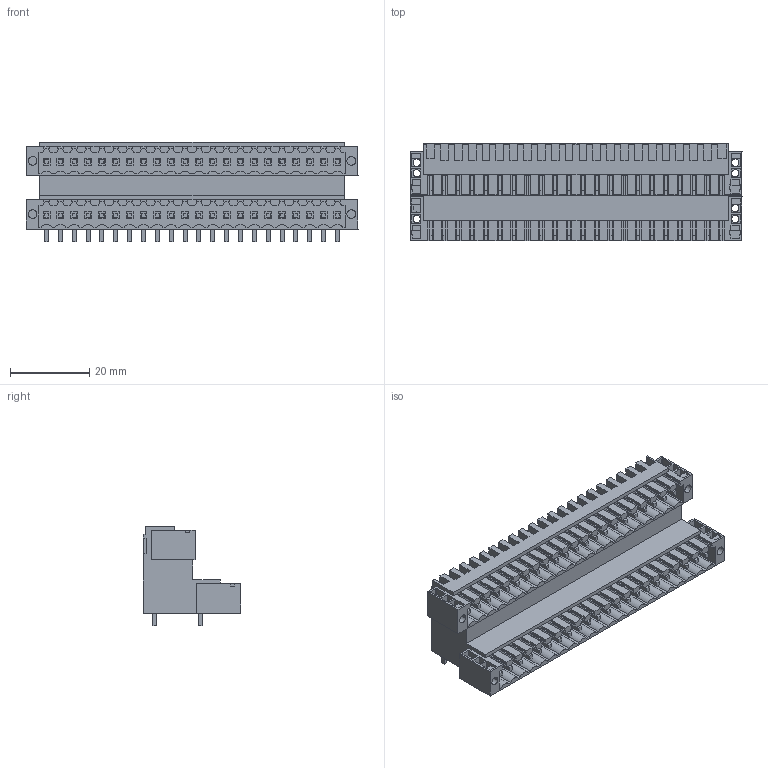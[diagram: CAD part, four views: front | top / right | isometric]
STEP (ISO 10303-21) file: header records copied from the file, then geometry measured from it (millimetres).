
FILE_DESCRIPTION(('CATIA V5 STEP Exchange','CAx-IF Rec.Pracs.--- Model Styling and Organization---1.4--- 2014-01-23'),'2;1');
FILE_NAME ('D1454195_2_1642470000_1642470000.stp','2022-07-28T10:57:49+00:00',('none'),('Weidmueller'),'CATIA Version 5-6 Release 2016 SP3 HF44','CATIA V5 STEP AP214','none');
FILE_SCHEMA(('AUTOMOTIVE_DESIGN { 1 0 10303 214 1 1 1 1 }'));
Products named in the file (1): 1642470000
Bounding box: 83.9 x 24.55 x 25.2 mm (x, y, z)
Volume: 18320.7 mm3; surface area: 23255.8 mm2
Topology: 45 solids, 45 shells, 2513 faces, 6867 edges, 4521 vertices
Faces by surface type: plane 2258, cylinder 255
Entity records: 70931 total; most frequent: ORIENTED_EDGE 13678, CARTESIAN_POINT 13350, DIRECTION 8791, EDGE_CURVE 6839, VECTOR 6316, LINE 6316, VERTEX_POINT 4507, EDGE_LOOP 2728
